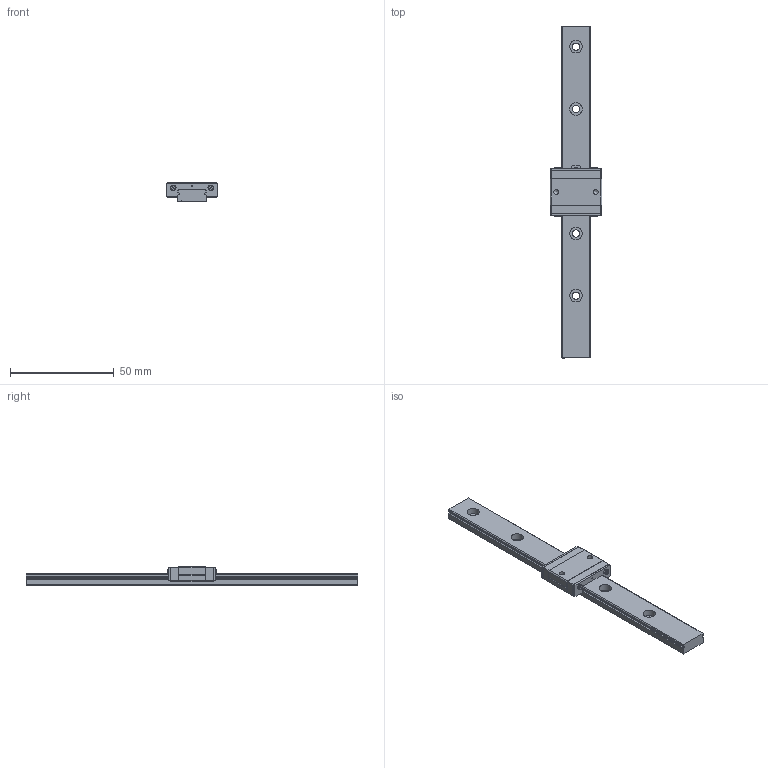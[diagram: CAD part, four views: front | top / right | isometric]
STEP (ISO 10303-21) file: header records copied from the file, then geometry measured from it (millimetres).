
FILE_DESCRIPTION( ( 'Unknown' ), '1' );
FILE_NAME( 'MB7CUU1-160L10_10.step', 'Unknown', ( 'Unknown' ), ( 'Unknown' ), 'PSStep 15.0.49', 'Unknown', ' ' );
FILE_SCHEMA( ( 'AUTOMOTIVE_DESIGN { 1 0 10303 214 1 1 1 1 }' ) );
Length unit declared in the file: millimetre
Products named in the file (3): Assem1; MB 7_RAIL; MB 7C_BLOCK
Assembly tree (2 placements, depth 2):
  Assem1
    MB 7_RAIL
    MB 7C_BLOCK
Bounding box: 25 x 160 x 9 mm (x, y, z)
Volume: 14158.5 mm3; surface area: 8990 mm2
Topology: 2 solids, 2 shells, 171 faces, 461 edges, 309 vertices
Faces by surface type: plane 131, cylinder 38, cone 2
Full cylindrical faces by diameter (mm): 0.5 x2, 2.459 x2, 2.6 x4, 3.5 x5, 6 x5
Entity records: 6584 total; most frequent: CARTESIAN_POINT 904, ORIENTED_EDGE 860, DIRECTION 856, EDGE_CURVE 430, LINE 352, VECTOR 352, VERTEX_POINT 300, AXIS2_PLACEMENT_3D 252
